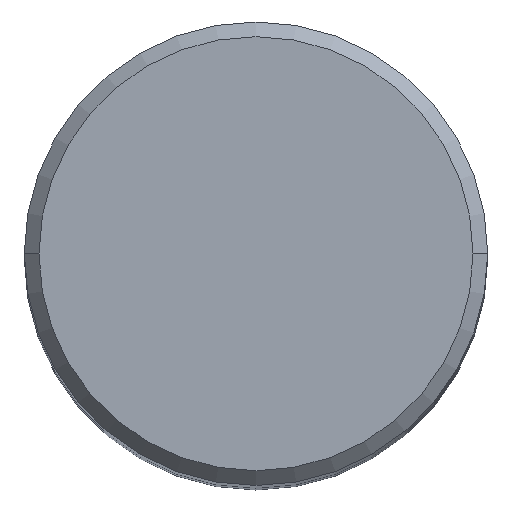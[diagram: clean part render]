
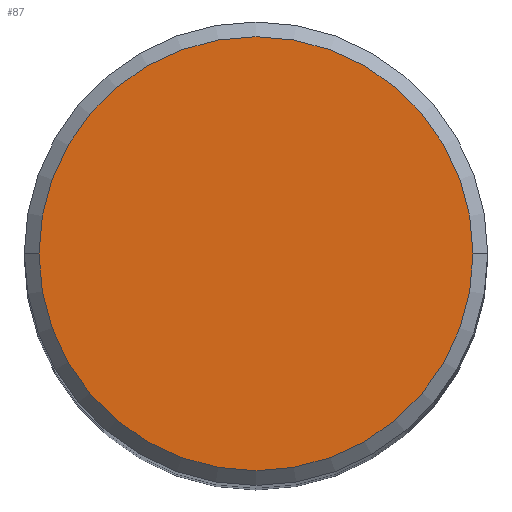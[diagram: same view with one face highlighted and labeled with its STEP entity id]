
A CAD part, top view. The second image highlights one B-rep face of the part: STEP entity #87.
In plain terms, the highlighted planar face has unit normal (0, 0, 1).
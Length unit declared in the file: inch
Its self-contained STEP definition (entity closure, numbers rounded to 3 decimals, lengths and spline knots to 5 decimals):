
#79 = DIRECTION ( 'NONE',  ( 0., 0., -1. ) ) ;
#87 = ADVANCED_FACE ( 'NONE', ( #140 ), #100, .F. ) ;
#88 = ORIENTED_EDGE ( 'NONE', *, *, #132, .T. ) ;
#89 = ORIENTED_EDGE ( 'NONE', *, *, #402, .T. ) ;
#100 = PLANE ( 'NONE',  #112 ) ;
#112 = AXIS2_PLACEMENT_3D ( 'NONE', #283, #79, #154 ) ;
#117 = CIRCLE ( 'NONE', #407, 0.29495 ) ;
#127 = AXIS2_PLACEMENT_3D ( 'NONE', #139, #202, #361 ) ;
#132 = EDGE_CURVE ( 'NONE', #293, #171, #117, .T. ) ;
#139 = CARTESIAN_POINT ( 'NONE',  ( 0., 0., 0. ) ) ;
#140 = FACE_OUTER_BOUND ( 'NONE', #268, .T. ) ;
#153 = DIRECTION ( 'NONE',  ( 0., 0., 1. ) ) ;
#154 = DIRECTION ( 'NONE',  ( -1., 0., 0. ) ) ;
#157 = CARTESIAN_POINT ( 'NONE',  ( 0.29495, 0., 0. ) ) ;
#171 = VERTEX_POINT ( 'NONE', #157 ) ;
#191 = CIRCLE ( 'NONE', #127, 0.29495 ) ;
#202 = DIRECTION ( 'NONE',  ( 0., 0., 1. ) ) ;
#268 = EDGE_LOOP ( 'NONE', ( #88, #89 ) ) ;
#283 = CARTESIAN_POINT ( 'NONE',  ( 0., 0.29495, 0. ) ) ;
#293 = VERTEX_POINT ( 'NONE', #298 ) ;
#298 = CARTESIAN_POINT ( 'NONE',  ( -0.29495, 0., 0. ) ) ;
#318 = DIRECTION ( 'NONE',  ( 1., 0., 0. ) ) ;
#361 = DIRECTION ( 'NONE',  ( 1., 0., 0. ) ) ;
#402 = EDGE_CURVE ( 'NONE', #171, #293, #191, .T. ) ;
#407 = AXIS2_PLACEMENT_3D ( 'NONE', #412, #153, #318 ) ;
#412 = CARTESIAN_POINT ( 'NONE',  ( 0., 0., 0. ) ) ;
